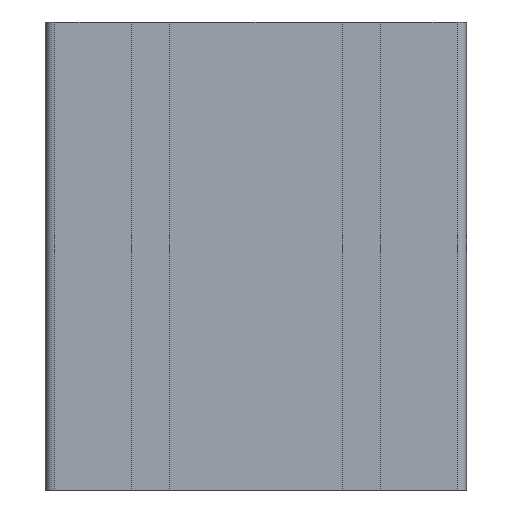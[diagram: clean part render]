
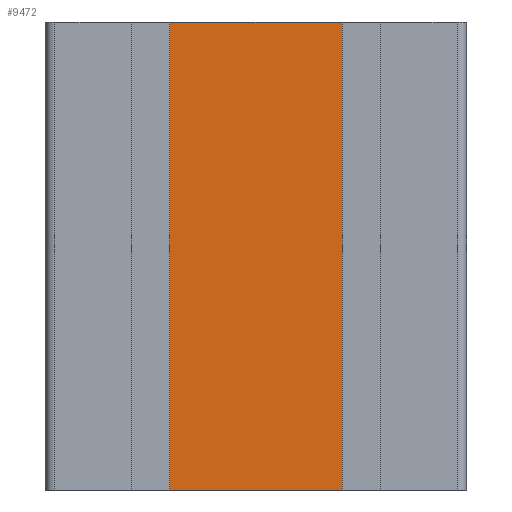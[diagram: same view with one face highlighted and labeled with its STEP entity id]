
A CAD part, front view. The second image highlights one B-rep face of the part: STEP entity #9472.
In plain terms, the highlighted planar face has unit normal (0, -1, 0).
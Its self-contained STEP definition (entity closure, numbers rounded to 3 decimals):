
#187=PLANE('',#10166);
#554=FACE_OUTER_BOUND('',#1040,.T.);
#1040=EDGE_LOOP('',(#7049,#7050,#7051,#7052));
#1562=LINE('',#14130,#2554);
#1809=LINE('',#14845,#2801);
#1810=LINE('',#14847,#2802);
#1811=LINE('',#14848,#2803);
#2554=VECTOR('',#11278,100.);
#2801=VECTOR('',#11985,36.8);
#2802=VECTOR('',#11986,100.);
#2803=VECTOR('',#11987,36.8);
#3990=VERTEX_POINT('',#14127);
#3991=VERTEX_POINT('',#14129);
#4229=VERTEX_POINT('',#14844);
#4230=VERTEX_POINT('',#14846);
#5046=EDGE_CURVE('',#3990,#3991,#1562,.T.);
#5403=EDGE_CURVE('',#4229,#3990,#1809,.T.);
#5404=EDGE_CURVE('',#4229,#4230,#1810,.T.);
#5405=EDGE_CURVE('',#3991,#4230,#1811,.T.);
#7049=ORIENTED_EDGE('',*,*,#5403,.F.);
#7050=ORIENTED_EDGE('',*,*,#5404,.T.);
#7051=ORIENTED_EDGE('',*,*,#5405,.F.);
#7052=ORIENTED_EDGE('',*,*,#5046,.F.);
#9472=ADVANCED_FACE('',(#554),#187,.F.);
#10166=AXIS2_PLACEMENT_3D('',#14843,#11983,#11984);
#11278=DIRECTION('',(0.,0.,-1.));
#11983=DIRECTION('center_axis',(0.,1.,0.));
#11984=DIRECTION('ref_axis',(1.,0.,0.));
#11985=DIRECTION('',(1.,0.,0.));
#11986=DIRECTION('',(0.,0.,-1.));
#11987=DIRECTION('',(-1.,0.,0.));
#14127=CARTESIAN_POINT('',(50.65,-91.441,0.));
#14129=CARTESIAN_POINT('',(50.65,-91.441,-100.));
#14130=CARTESIAN_POINT('',(50.65,-91.441,0.));
#14843=CARTESIAN_POINT('Origin',(13.85,-91.441,0.));
#14844=CARTESIAN_POINT('',(13.85,-91.441,0.));
#14845=CARTESIAN_POINT('',(13.85,-91.441,0.));
#14846=CARTESIAN_POINT('',(13.85,-91.441,-100.));
#14847=CARTESIAN_POINT('',(13.85,-91.441,0.));
#14848=CARTESIAN_POINT('',(50.65,-91.441,-100.));
